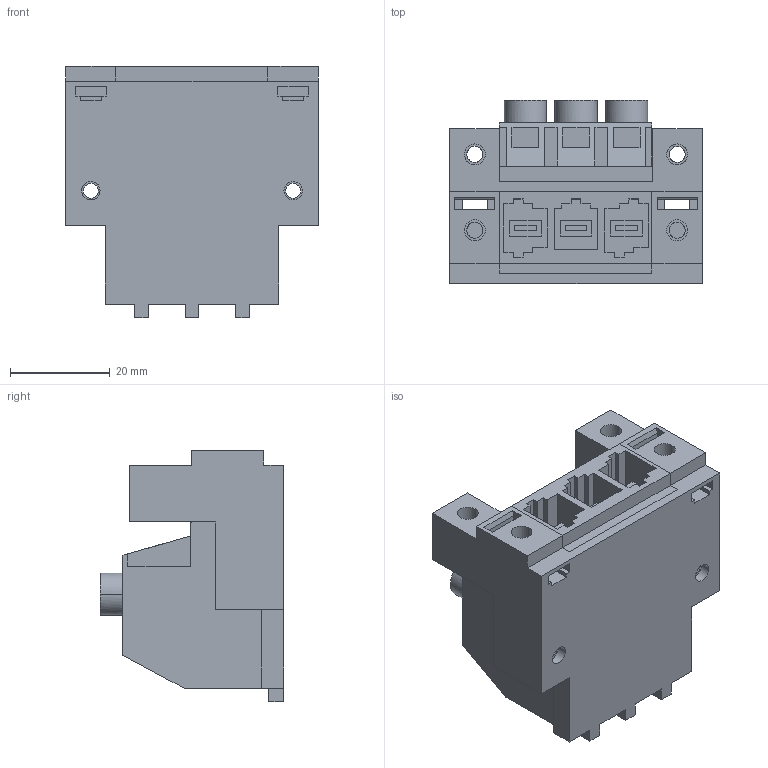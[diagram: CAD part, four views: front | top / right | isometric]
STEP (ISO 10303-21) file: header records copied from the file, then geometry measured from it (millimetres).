
FILE_DESCRIPTION(('CATIA V5 STEP Exchange','CAx-IF Rec.Pracs.--- Model Styling and Organization---1.4--- 2014-01-23'),'2;1');
FILE_NAME ('D1509344_0_2838070000_2838070000.stp','2021-11-08T09:26:55+00:00',('none'),('Weidmueller'),'CATIA Version 5-6 Release 2016','CATIA V5 STEP AP214','none');
FILE_SCHEMA(('AUTOMOTIVE_DESIGN { 1 0 10303 214 1 1 1 1 }'));
Length unit declared in the file: millimetre
Products named in the file (1): 2838070000
Bounding box: 50.8 x 36.8 x 50.5 mm (x, y, z)
Volume: 44673.1 mm3; surface area: 22844.6 mm2
Topology: 12 solids, 12 shells, 413 faces, 1201 edges, 838 vertices
Faces by surface type: plane 365, cylinder 48
Entity records: 14526 total; most frequent: CARTESIAN_POINT 3144, ORIENTED_EDGE 2402, DIRECTION 1950, EDGE_CURVE 1201, VECTOR 969, LINE 969, VERTEX_POINT 838, AXIS2_PLACEMENT_3D 569
